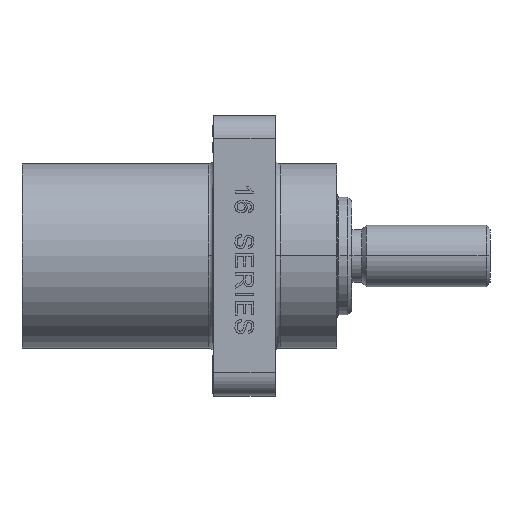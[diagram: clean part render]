
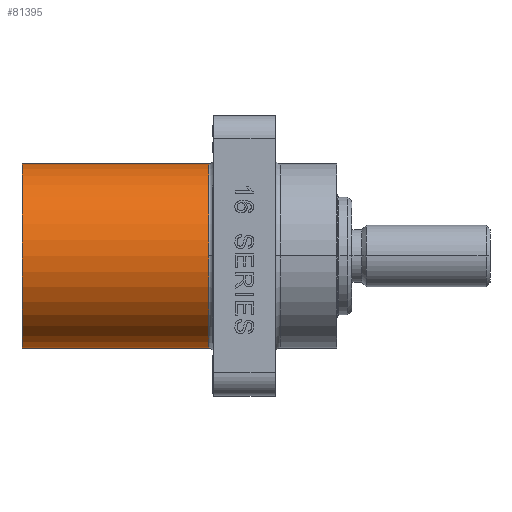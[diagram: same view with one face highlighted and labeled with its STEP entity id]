
A CAD part, top view. The second image highlights one B-rep face of the part: STEP entity #81395.
In plain terms, the highlighted cylindrical face has radius 19.05 mm (diameter 38.1 mm), a partial arc.
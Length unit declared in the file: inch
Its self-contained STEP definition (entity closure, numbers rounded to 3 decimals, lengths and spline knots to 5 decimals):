
#4135 = CYLINDRICAL_SURFACE ( 'NONE', #5882, 0.75 ) ;
#5882 = AXIS2_PLACEMENT_3D ( 'NONE', #50519, #84986, #77822 ) ;
#7758 = EDGE_CURVE ( 'NONE', #37456, #74292, #79527, .T. ) ;
#8476 = CIRCLE ( 'NONE', #90059, 0.75 ) ;
#14310 = DIRECTION ( 'NONE',  ( 0., 0., -1. ) ) ;
#15220 = EDGE_CURVE ( 'NONE', #41156, #84182, #8476, .T. ) ;
#15291 = CARTESIAN_POINT ( 'NONE',  ( -0.60337, 0.94415, -0.18197 ) ) ;
#23133 = FACE_OUTER_BOUND ( 'NONE', #101006, .T. ) ;
#24116 = LINE ( 'NONE', #41406, #30079 ) ;
#25276 = DIRECTION ( 'NONE',  ( -1., 0., 0. ) ) ;
#28265 = AXIS2_PLACEMENT_3D ( 'NONE', #41471, #42625, #113923 ) ;
#30079 = VECTOR ( 'NONE', #25276, 39.37008 ) ;
#30809 = CIRCLE ( 'NONE', #89647, 0.75 ) ;
#34093 = CARTESIAN_POINT ( 'NONE',  ( -2.12337, -0.55585, -0.18197 ) ) ;
#34312 = ORIENTED_EDGE ( 'NONE', *, *, #56606, .T. ) ;
#36236 = CARTESIAN_POINT ( 'NONE',  ( -2.12337, 0.94415, -0.18197 ) ) ;
#37456 = VERTEX_POINT ( 'NONE', #77024 ) ;
#40412 = ORIENTED_EDGE ( 'NONE', *, *, #15220, .F. ) ;
#41156 = VERTEX_POINT ( 'NONE', #34093 ) ;
#41406 = CARTESIAN_POINT ( 'NONE',  ( -2.12337, 0.94415, -0.18197 ) ) ;
#41471 = CARTESIAN_POINT ( 'NONE',  ( -0.60337, 0.19415, -0.18197 ) ) ;
#42625 = DIRECTION ( 'NONE',  ( -1., 0., 0. ) ) ;
#42898 = EDGE_CURVE ( 'NONE', #74292, #84182, #24116, .T. ) ;
#45830 = DIRECTION ( 'NONE',  ( 0., -1., 0. ) ) ;
#47802 = ORIENTED_EDGE ( 'NONE', *, *, #7758, .T. ) ;
#48874 = VECTOR ( 'NONE', #88345, 39.37008 ) ;
#50519 = CARTESIAN_POINT ( 'NONE',  ( -2.12337, 0.19415, -0.18197 ) ) ;
#52147 = LINE ( 'NONE', #80044, #48874 ) ;
#52799 = CARTESIAN_POINT ( 'NONE',  ( -0.60337, -0.55585, -0.18197 ) ) ;
#56606 = EDGE_CURVE ( 'NONE', #62541, #37456, #30809, .T. ) ;
#62541 = VERTEX_POINT ( 'NONE', #52799 ) ;
#66610 = CARTESIAN_POINT ( 'NONE',  ( -2.12337, 0.19415, -0.18197 ) ) ;
#69596 = CARTESIAN_POINT ( 'NONE',  ( -0.60337, 0.19415, -0.18197 ) ) ;
#74085 = ORIENTED_EDGE ( 'NONE', *, *, #42898, .T. ) ;
#74292 = VERTEX_POINT ( 'NONE', #15291 ) ;
#77024 = CARTESIAN_POINT ( 'NONE',  ( -0.60337, 0.19415, 0.56803 ) ) ;
#77822 = DIRECTION ( 'NONE',  ( 0., -1., 0. ) ) ;
#79527 = CIRCLE ( 'NONE', #28265, 0.75 ) ;
#80044 = CARTESIAN_POINT ( 'NONE',  ( -2.12337, -0.55585, -0.18197 ) ) ;
#81395 = ADVANCED_FACE ( 'NONE', ( #23133 ), #4135, .T. ) ;
#84182 = VERTEX_POINT ( 'NONE', #36236 ) ;
#84986 = DIRECTION ( 'NONE',  ( -1., 0., 0. ) ) ;
#88345 = DIRECTION ( 'NONE',  ( -1., 0., 0. ) ) ;
#88441 = EDGE_CURVE ( 'NONE', #62541, #41156, #52147, .T. ) ;
#89647 = AXIS2_PLACEMENT_3D ( 'NONE', #69596, #115903, #14310 ) ;
#90059 = AXIS2_PLACEMENT_3D ( 'NONE', #66610, #102776, #45830 ) ;
#101006 = EDGE_LOOP ( 'NONE', ( #34312, #47802, #74085, #40412, #114518 ) ) ;
#102776 = DIRECTION ( 'NONE',  ( -1., 0., 0. ) ) ;
#113923 = DIRECTION ( 'NONE',  ( 0., 0., -1. ) ) ;
#114518 = ORIENTED_EDGE ( 'NONE', *, *, #88441, .F. ) ;
#115903 = DIRECTION ( 'NONE',  ( -1., 0., 0. ) ) ;
